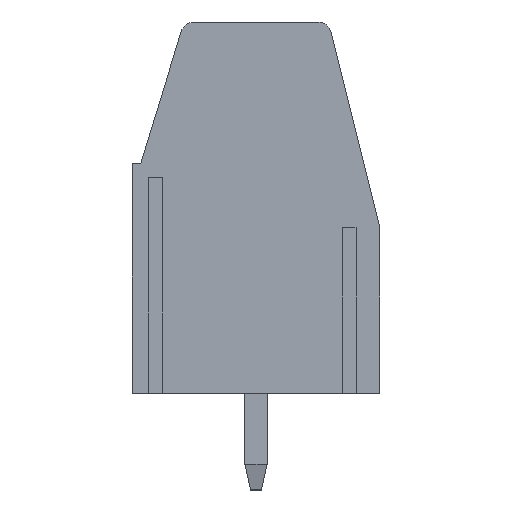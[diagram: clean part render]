
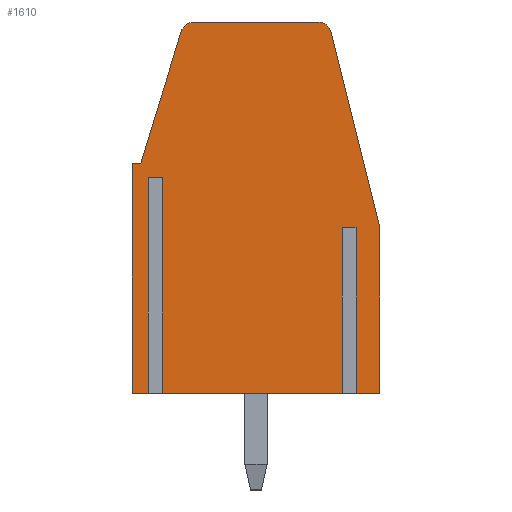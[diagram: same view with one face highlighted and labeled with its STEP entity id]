
A CAD part, top view. The second image highlights one B-rep face of the part: STEP entity #1610.
In plain terms, the highlighted planar face has unit normal (0, 0, 1).
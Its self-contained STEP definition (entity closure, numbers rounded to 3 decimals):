
#13=DIRECTION('',(-1.,0.,0.));
#14=VECTOR('',#13,0.503);
#15=CARTESIAN_POINT('',(-3.413,1.1,7.62));
#16=LINE('',#15,#14);
#17=DIRECTION('',(0.,1.,0.));
#18=VECTOR('',#17,7.85);
#19=CARTESIAN_POINT('',(-3.917,-6.75,7.62));
#20=LINE('',#19,#18);
#21=DIRECTION('',(1.,0.,0.));
#22=VECTOR('',#21,0.583);
#23=CARTESIAN_POINT('',(-4.5,-6.75,7.62));
#24=LINE('',#23,#22);
#25=DIRECTION('',(0.,-1.,0.));
#26=VECTOR('',#25,8.35);
#27=CARTESIAN_POINT('',(-4.5,1.6,7.62));
#28=LINE('',#27,#26);
#29=DIRECTION('',(-1.,0.,0.));
#30=VECTOR('',#29,0.31);
#31=CARTESIAN_POINT('',(-4.19,1.6,7.62));
#32=LINE('',#31,#30);
#33=DIRECTION('',(-0.292,-0.956,0.));
#34=VECTOR('',#33,5.015);
#35=CARTESIAN_POINT('',(-2.723,6.396,7.62));
#36=LINE('',#35,#34);
#37=CARTESIAN_POINT('',(-2.245,6.25,7.62));
#38=DIRECTION('',(0.,0.,1.));
#39=DIRECTION('',(0.,1.,0.));
#40=AXIS2_PLACEMENT_3D('',#37,#38,#39);
#42=DIRECTION('',(-1.,0.,0.));
#43=VECTOR('',#42,4.489);
#44=CARTESIAN_POINT('',(2.244,6.75,7.62));
#45=LINE('',#44,#43);
#46=CARTESIAN_POINT('',(2.244,6.25,7.62));
#47=DIRECTION('',(0.,0.,1.));
#48=DIRECTION('',(0.97,0.242,0.));
#49=AXIS2_PLACEMENT_3D('',#46,#47,#48);
#51=DIRECTION('',(-0.242,0.97,0.));
#52=VECTOR('',#51,7.318);
#53=CARTESIAN_POINT('',(4.5,-0.73,7.62));
#54=LINE('',#53,#52);
#55=DIRECTION('',(0.,1.,0.));
#56=VECTOR('',#55,6.02);
#57=CARTESIAN_POINT('',(4.5,-6.75,7.62));
#58=LINE('',#57,#56);
#59=DIRECTION('',(1.,0.,0.));
#60=VECTOR('',#59,0.863);
#61=CARTESIAN_POINT('',(3.637,-6.75,7.62));
#62=LINE('',#61,#60);
#63=DIRECTION('',(0.,1.,0.));
#64=VECTOR('',#63,6.02);
#65=CARTESIAN_POINT('',(3.637,-6.75,7.62));
#66=LINE('',#65,#64);
#67=DIRECTION('',(-1.,0.,0.));
#68=VECTOR('',#67,0.503);
#69=CARTESIAN_POINT('',(3.637,-0.73,7.62));
#70=LINE('',#69,#68);
#71=DIRECTION('',(0.,1.,0.));
#72=VECTOR('',#71,6.02);
#73=CARTESIAN_POINT('',(3.133,-6.75,7.62));
#74=LINE('',#73,#72);
#75=DIRECTION('',(1.,0.,0.));
#76=VECTOR('',#75,6.547);
#77=CARTESIAN_POINT('',(-3.413,-6.75,7.62));
#78=LINE('',#77,#76);
#79=DIRECTION('',(0.,1.,0.));
#80=VECTOR('',#79,7.85);
#81=CARTESIAN_POINT('',(-3.413,-6.75,7.62));
#82=LINE('',#81,#80);
#1229=CARTESIAN_POINT('',(4.5,-6.75,7.62));
#1230=CARTESIAN_POINT('',(4.5,-0.73,7.62));
#1231=VERTEX_POINT('',#1229);
#1232=VERTEX_POINT('',#1230);
#1233=CARTESIAN_POINT('',(2.73,6.371,7.62));
#1234=VERTEX_POINT('',#1233);
#1235=CARTESIAN_POINT('',(2.244,6.75,7.62));
#1236=VERTEX_POINT('',#1235);
#1237=CARTESIAN_POINT('',(-2.245,6.75,7.62));
#1238=VERTEX_POINT('',#1237);
#1239=CARTESIAN_POINT('',(-2.723,6.396,7.62));
#1240=VERTEX_POINT('',#1239);
#1241=CARTESIAN_POINT('',(-4.19,1.6,7.62));
#1242=VERTEX_POINT('',#1241);
#1243=CARTESIAN_POINT('',(-4.5,1.6,7.62));
#1244=VERTEX_POINT('',#1243);
#1245=CARTESIAN_POINT('',(-4.5,-6.75,7.62));
#1246=VERTEX_POINT('',#1245);
#1321=CARTESIAN_POINT('',(3.637,-0.73,7.62));
#1322=CARTESIAN_POINT('',(3.133,-0.73,7.62));
#1323=VERTEX_POINT('',#1321);
#1324=VERTEX_POINT('',#1322);
#1325=CARTESIAN_POINT('',(3.133,-6.75,7.62));
#1326=VERTEX_POINT('',#1325);
#1327=CARTESIAN_POINT('',(3.637,-6.75,7.62));
#1328=VERTEX_POINT('',#1327);
#1345=CARTESIAN_POINT('',(-3.413,1.1,7.62));
#1346=CARTESIAN_POINT('',(-3.917,1.1,7.62));
#1347=VERTEX_POINT('',#1345);
#1348=VERTEX_POINT('',#1346);
#1349=CARTESIAN_POINT('',(-3.413,-6.75,7.62));
#1350=VERTEX_POINT('',#1349);
#1351=CARTESIAN_POINT('',(-3.917,-6.75,7.62));
#1352=VERTEX_POINT('',#1351);
#1569=CARTESIAN_POINT('',(0.,0.,7.62));
#1570=DIRECTION('',(0.,0.,1.));
#1571=DIRECTION('',(1.,0.,0.));
#1572=AXIS2_PLACEMENT_3D('',#1569,#1570,#1571);
#1573=PLANE('',#1572);
#1575=ORIENTED_EDGE('',*,*,#1574,.T.);
#1577=ORIENTED_EDGE('',*,*,#1576,.F.);
#1579=ORIENTED_EDGE('',*,*,#1578,.F.);
#1581=ORIENTED_EDGE('',*,*,#1580,.F.);
#1583=ORIENTED_EDGE('',*,*,#1582,.F.);
#1585=ORIENTED_EDGE('',*,*,#1584,.F.);
#1587=ORIENTED_EDGE('',*,*,#1586,.F.);
#1589=ORIENTED_EDGE('',*,*,#1588,.F.);
#1591=ORIENTED_EDGE('',*,*,#1590,.F.);
#1593=ORIENTED_EDGE('',*,*,#1592,.F.);
#1595=ORIENTED_EDGE('',*,*,#1594,.F.);
#1597=ORIENTED_EDGE('',*,*,#1596,.F.);
#1599=ORIENTED_EDGE('',*,*,#1598,.T.);
#1601=ORIENTED_EDGE('',*,*,#1600,.T.);
#1603=ORIENTED_EDGE('',*,*,#1602,.F.);
#1605=ORIENTED_EDGE('',*,*,#1604,.F.);
#1607=ORIENTED_EDGE('',*,*,#1606,.T.);
#1608=EDGE_LOOP('',(#1575,#1577,#1579,#1581,#1583,#1585,#1587,#1589,#1591,#1593,
#1595,#1597,#1599,#1601,#1603,#1605,#1607));
#1609=FACE_OUTER_BOUND('',#1608,.F.);
#41=CIRCLE('',#40,0.5);
#50=CIRCLE('',#49,0.5);
#1574=EDGE_CURVE('',#1347,#1348,#16,.T.);
#1576=EDGE_CURVE('',#1352,#1348,#20,.T.);
#1578=EDGE_CURVE('',#1246,#1352,#24,.T.);
#1580=EDGE_CURVE('',#1244,#1246,#28,.T.);
#1582=EDGE_CURVE('',#1242,#1244,#32,.T.);
#1584=EDGE_CURVE('',#1240,#1242,#36,.T.);
#1586=EDGE_CURVE('',#1238,#1240,#41,.T.);
#1588=EDGE_CURVE('',#1236,#1238,#45,.T.);
#1590=EDGE_CURVE('',#1234,#1236,#50,.T.);
#1592=EDGE_CURVE('',#1232,#1234,#54,.T.);
#1594=EDGE_CURVE('',#1231,#1232,#58,.T.);
#1596=EDGE_CURVE('',#1328,#1231,#62,.T.);
#1598=EDGE_CURVE('',#1328,#1323,#66,.T.);
#1600=EDGE_CURVE('',#1323,#1324,#70,.T.);
#1602=EDGE_CURVE('',#1326,#1324,#74,.T.);
#1604=EDGE_CURVE('',#1350,#1326,#78,.T.);
#1606=EDGE_CURVE('',#1350,#1347,#82,.T.);
#1610=ADVANCED_FACE('',(#1609),#1573,.T.);
